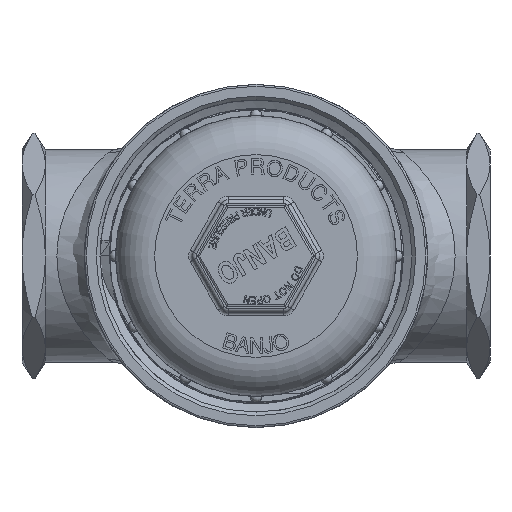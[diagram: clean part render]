
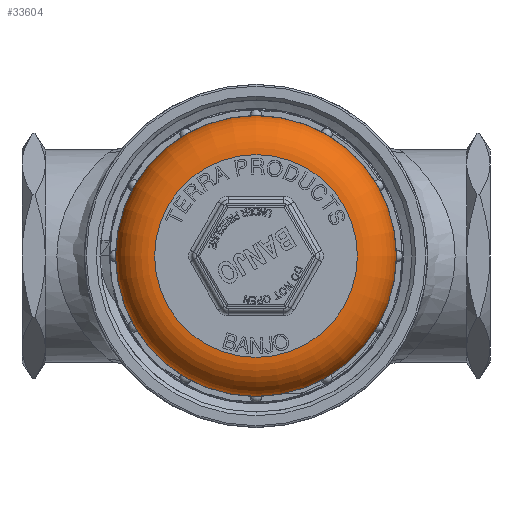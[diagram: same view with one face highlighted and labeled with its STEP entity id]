
A CAD part, front view. The second image highlights one B-rep face of the part: STEP entity #33604.
In plain terms, the highlighted toroidal (fillet/blend) face has major radius 41.275 mm and minor radius 15.875 mm.
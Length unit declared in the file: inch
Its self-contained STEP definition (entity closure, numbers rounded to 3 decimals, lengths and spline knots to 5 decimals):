
#936=TOROIDAL_SURFACE('',#35793,1.625,0.625);
#3105=FACE_OUTER_BOUND('',#5081,.T.);
#5081=EDGE_LOOP('',(#27869,#27870,#27871,#27872,#27873,#27874,#27875));
#8001=CIRCLE('',#35531,1.625);
#8002=CIRCLE('',#35532,1.625);
#8126=CIRCLE('',#35794,2.25);
#8127=CIRCLE('',#35795,0.625);
#8128=CIRCLE('',#35796,2.25);
#8129=CIRCLE('',#35797,2.25);
#15264=VERTEX_POINT('',#62255);
#15265=VERTEX_POINT('',#62256);
#15456=VERTEX_POINT('',#66082);
#15457=VERTEX_POINT('',#66083);
#15458=VERTEX_POINT('',#66086);
#19535=EDGE_CURVE('',#15264,#15265,#8001,.T.);
#19536=EDGE_CURVE('',#15265,#15264,#8002,.T.);
#19848=EDGE_CURVE('',#15456,#15457,#8126,.T.);
#19849=EDGE_CURVE('',#15457,#15265,#8127,.T.);
#19850=EDGE_CURVE('',#15457,#15458,#8128,.T.);
#19851=EDGE_CURVE('',#15458,#15456,#8129,.T.);
#27869=ORIENTED_EDGE('',*,*,#19848,.T.);
#27870=ORIENTED_EDGE('',*,*,#19849,.T.);
#27871=ORIENTED_EDGE('',*,*,#19536,.T.);
#27872=ORIENTED_EDGE('',*,*,#19535,.T.);
#27873=ORIENTED_EDGE('',*,*,#19849,.F.);
#27874=ORIENTED_EDGE('',*,*,#19850,.T.);
#27875=ORIENTED_EDGE('',*,*,#19851,.T.);
#33604=ADVANCED_FACE('',(#3105),#936,.T.);
#35531=AXIS2_PLACEMENT_3D('',#62257,#39767,#39768);
#35532=AXIS2_PLACEMENT_3D('',#62258,#39769,#39770);
#35793=AXIS2_PLACEMENT_3D('',#66081,#40385,#40386);
#35794=AXIS2_PLACEMENT_3D('',#66084,#40387,#40388);
#35795=AXIS2_PLACEMENT_3D('',#66085,#40389,#40390);
#35796=AXIS2_PLACEMENT_3D('',#66087,#40391,#40392);
#35797=AXIS2_PLACEMENT_3D('',#66088,#40393,#40394);
#39767=DIRECTION('center_axis',(0.,1.,0.));
#39768=DIRECTION('ref_axis',(1.,0.,0.));
#39769=DIRECTION('center_axis',(0.,1.,0.));
#39770=DIRECTION('ref_axis',(1.,0.,0.));
#40385=DIRECTION('center_axis',(0.,1.,0.));
#40386=DIRECTION('ref_axis',(0.,0.,1.));
#40387=DIRECTION('center_axis',(0.,-1.,0.));
#40388=DIRECTION('ref_axis',(1.,0.,0.));
#40389=DIRECTION('center_axis',(-1.,0.,0.));
#40390=DIRECTION('ref_axis',(0.,0.,-1.));
#40391=DIRECTION('center_axis',(0.,-1.,0.));
#40392=DIRECTION('ref_axis',(1.,0.,0.));
#40393=DIRECTION('center_axis',(0.,-1.,0.));
#40394=DIRECTION('ref_axis',(1.,0.,0.));
#62255=CARTESIAN_POINT('',(-1.625,0.,0.));
#62256=CARTESIAN_POINT('',(0.,0.,
-1.625));
#62257=CARTESIAN_POINT('Origin',(0.,0.,0.));
#62258=CARTESIAN_POINT('Origin',(0.,0.,0.));
#66081=CARTESIAN_POINT('Origin',(0.,0.625,0.));
#66082=CARTESIAN_POINT('',(-2.25,0.625,0.));
#66083=CARTESIAN_POINT('',(0.,0.625,-2.25));
#66084=CARTESIAN_POINT('Origin',(0.,0.625,0.));
#66085=CARTESIAN_POINT('Origin',(0.,0.625,-1.625));
#66086=CARTESIAN_POINT('',(2.25,0.625,0.));
#66087=CARTESIAN_POINT('Origin',(0.,0.625,0.));
#66088=CARTESIAN_POINT('Origin',(0.,0.625,0.));
